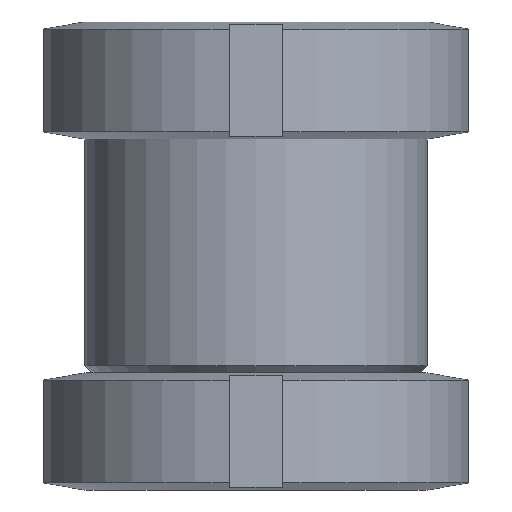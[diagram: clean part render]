
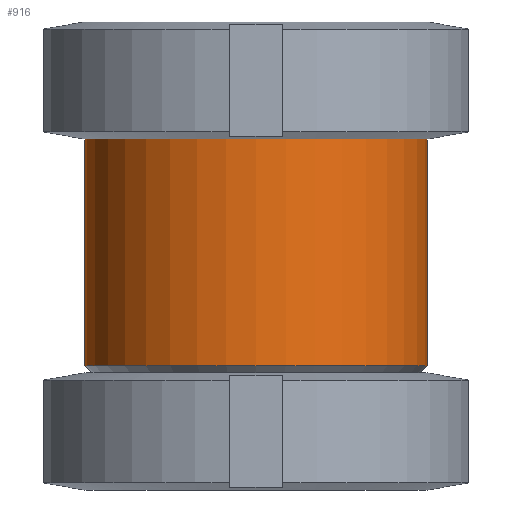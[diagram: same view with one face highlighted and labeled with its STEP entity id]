
A CAD part, front view. The second image highlights one B-rep face of the part: STEP entity #916.
In plain terms, the highlighted cylindrical face has radius 12.8 mm (diameter 25.6 mm), a partial arc.
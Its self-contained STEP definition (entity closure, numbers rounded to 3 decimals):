
#716=EDGE_CURVE('',#764,#1056,#1509,.T.);
#736=EDGE_CURVE('',#764,#866,#1531,.T.);
#738=EDGE_CURVE('',#942,#866,#1533,.T.);
#764=VERTEX_POINT('',#1561);
#866=VERTEX_POINT('',#1678);
#916=ADVANCED_FACE('',(#1733),#1734,.T.);
#942=VERTEX_POINT('',#1762);
#1056=VERTEX_POINT('',#1890);
#1084=EDGE_CURVE('',#1056,#942,#1919,.T.);
#1509=LINE('',#2635,#2636);
#1531=CIRCLE('',#2671,12.8);
#1533=LINE('',#2674,#2675);
#1561=CARTESIAN_POINT('',(12.8,0.,26.25));
#1678=CARTESIAN_POINT('',(-12.8,0.,26.25));
#1733=FACE_OUTER_BOUND('',#3043,.T.);
#1734=CYLINDRICAL_SURFACE('',#3044,12.8);
#1762=CARTESIAN_POINT('',(-12.8,0.,9.275));
#1890=CARTESIAN_POINT('',(12.8,0.,9.275));
#1919=CIRCLE('',#3412,12.8);
#2635=CARTESIAN_POINT('',(12.8,0.,17.763));
#2636=VECTOR('',#3959,1.0);
#2671=AXIS2_PLACEMENT_3D('',#3979,#3980,#3981);
#2674=CARTESIAN_POINT('',(-12.8,0.,17.763));
#2675=VECTOR('',#3982,1.0);
#3043=EDGE_LOOP('',(#4207,#4208,#4209,#4210));
#3044=AXIS2_PLACEMENT_3D('',#4211,#4212,#4213);
#3412=AXIS2_PLACEMENT_3D('',#4402,#4403,#4404);
#3959=DIRECTION('',(0.0,0.,-1.0));
#3979=CARTESIAN_POINT('',(0.0,0.,26.25));
#3980=DIRECTION('',(0.0,0.,-1.0));
#3981=DIRECTION('',(1.0,0.0,0.0));
#3982=DIRECTION('',(-0.0,0.,1.0));
#4207=ORIENTED_EDGE('',*,*,#716,.F.);
#4208=ORIENTED_EDGE('',*,*,#736,.T.);
#4209=ORIENTED_EDGE('',*,*,#738,.F.);
#4210=ORIENTED_EDGE('',*,*,#1084,.F.);
#4211=CARTESIAN_POINT('',(0.0,0.,17.763));
#4212=DIRECTION('',(-0.0,0.,1.0));
#4213=DIRECTION('',(1.0,0.0,0.0));
#4402=CARTESIAN_POINT('',(0.0,0.,9.275));
#4403=DIRECTION('',(0.0,0.,-1.0));
#4404=DIRECTION('',(1.0,0.0,0.0));
